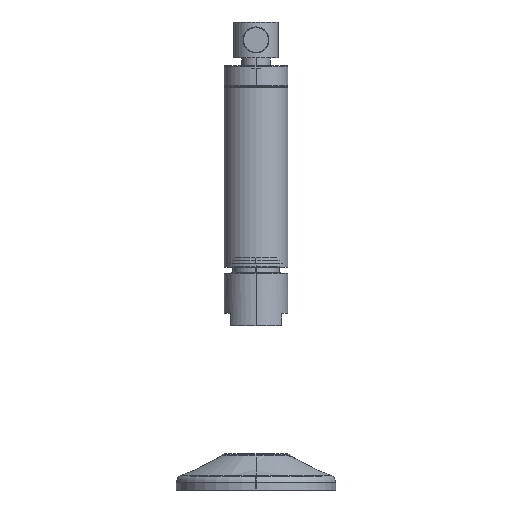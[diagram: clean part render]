
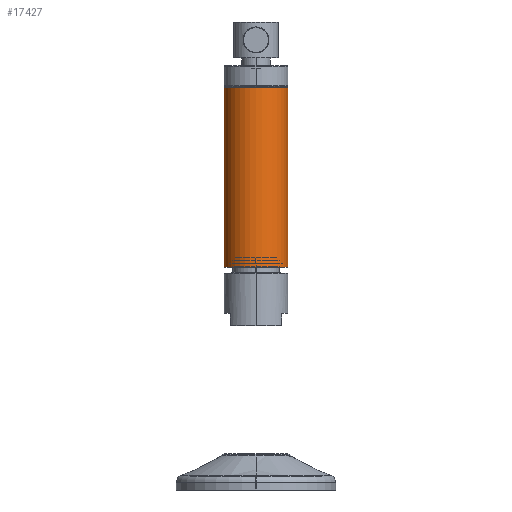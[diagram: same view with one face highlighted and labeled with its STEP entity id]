
A CAD part, front view. The second image highlights one B-rep face of the part: STEP entity #17427.
In plain terms, the highlighted cylindrical face has radius 12.7 mm (diameter 25.4 mm), a partial arc.
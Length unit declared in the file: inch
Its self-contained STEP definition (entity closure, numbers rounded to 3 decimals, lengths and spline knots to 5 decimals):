
#13869=CARTESIAN_POINT('',(0.,0.,-2.05));
#13870=DIRECTION('',(0.,0.,-1.));
#13871=DIRECTION('',(1.,0.,0.));
#13872=AXIS2_PLACEMENT_3D('',#13869,#13870,#13871);
#13889=DIRECTION('',(0.,0.,1.));
#13890=VECTOR('',#13889,0.75);
#13891=CARTESIAN_POINT('',(0.5,0.,0.));
#13892=LINE('',#13891,#13890);
#13893=DIRECTION('',(0.,0.,-1.));
#13894=VECTOR('',#13893,0.75);
#13895=CARTESIAN_POINT('',(-0.5,0.,0.75));
#13896=LINE('',#13895,#13894);
#13921=CARTESIAN_POINT('',(0.,0.,0.75));
#13922=DIRECTION('',(0.,0.,1.));
#13923=DIRECTION('',(-1.,0.,0.));
#13924=AXIS2_PLACEMENT_3D('',#13921,#13922,#13923);
#16545=DIRECTION('',(0.,0.,1.));
#16546=VECTOR('',#16545,2.05);
#16547=CARTESIAN_POINT('',(0.5,0.,-2.05));
#16548=LINE('',#16547,#16546);
#16573=DIRECTION('',(0.,0.,-1.));
#16574=VECTOR('',#16573,2.05);
#16575=CARTESIAN_POINT('',(-0.5,0.,0.));
#16576=LINE('',#16575,#16574);
#17194=CARTESIAN_POINT('',(0.5,0.,-2.05));
#17195=CARTESIAN_POINT('',(-0.5,0.,-2.05));
#17196=VERTEX_POINT('',#17194);
#17197=VERTEX_POINT('',#17195);
#17202=CARTESIAN_POINT('',(0.5,0.,0.));
#17203=CARTESIAN_POINT('',(0.5,0.,0.75));
#17204=VERTEX_POINT('',#17202);
#17205=VERTEX_POINT('',#17203);
#17206=CARTESIAN_POINT('',(-0.5,0.,0.));
#17207=VERTEX_POINT('',#17206);
#17208=CARTESIAN_POINT('',(-0.5,0.,0.75));
#17209=VERTEX_POINT('',#17208);
#17409=CARTESIAN_POINT('',(0.,0.,-2.106));
#17410=DIRECTION('',(0.,0.,1.));
#17411=DIRECTION('',(1.,0.,0.));
#17412=AXIS2_PLACEMENT_3D('',#17409,#17410,#17411);
#17413=CYLINDRICAL_SURFACE('',#17412,0.5);
#17415=ORIENTED_EDGE('',*,*,#17414,.F.);
#17417=ORIENTED_EDGE('',*,*,#17416,.F.);
#17418=ORIENTED_EDGE('',*,*,#17396,.T.);
#17420=ORIENTED_EDGE('',*,*,#17419,.F.);
#17422=ORIENTED_EDGE('',*,*,#17421,.F.);
#17424=ORIENTED_EDGE('',*,*,#17423,.T.);
#17425=EDGE_LOOP('',(#17415,#17417,#17418,#17420,#17422,#17424));
#17426=FACE_OUTER_BOUND('',#17425,.F.);
#17427=ADVANCED_FACE('',(#17426),#17413,.T.);
#13873=CIRCLE('',#13872,0.5);
#13925=CIRCLE('',#13924,0.5);
#17396=EDGE_CURVE('',#17196,#17197,#13873,.T.);
#17414=EDGE_CURVE('',#17204,#17205,#13892,.T.);
#17416=EDGE_CURVE('',#17196,#17204,#16548,.T.);
#17419=EDGE_CURVE('',#17207,#17197,#16576,.T.);
#17421=EDGE_CURVE('',#17209,#17207,#13896,.T.);
#17423=EDGE_CURVE('',#17209,#17205,#13925,.T.);
